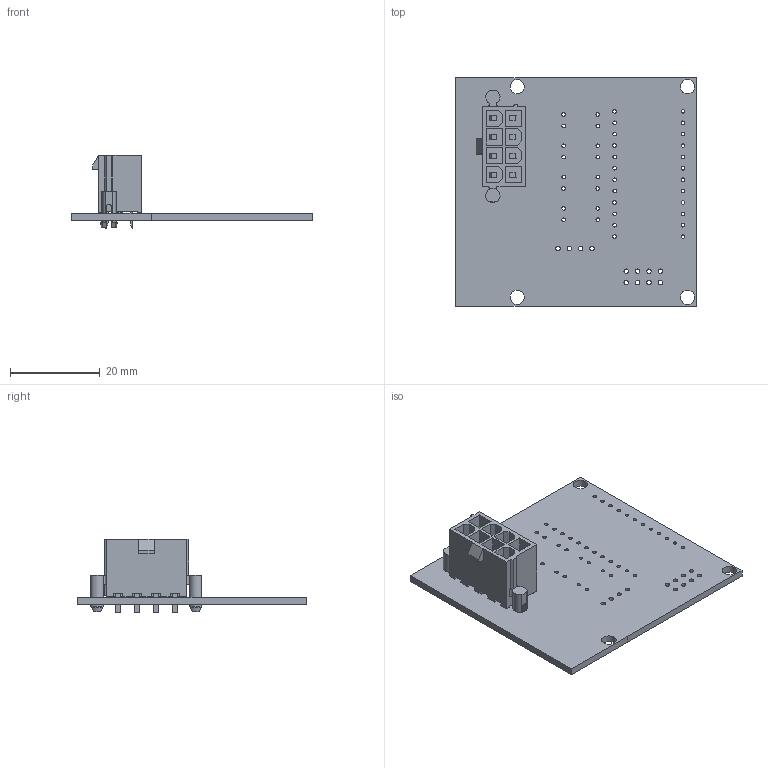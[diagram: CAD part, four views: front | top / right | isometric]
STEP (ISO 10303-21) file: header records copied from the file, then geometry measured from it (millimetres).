
FILE_DESCRIPTION(('KiCad electronic assembly'),'2;1');
FILE_NAME('ABSIS_Pit Management System.step','2023-01-10T02:12:32',( 'Pcbnew'),('Kicad'),'Open CASCADE STEP processor 7.6', 'KiCad to STEP converter','Unknown');
FILE_SCHEMA(('AUTOMOTIVE_DESIGN { 1 0 10303 214 1 1 1 1 }'));
Length unit declared in the file: millimetre
Products named in the file (4): ABSIS_Pit Management System 1; 39299083; SOLID; ABSIS_Pit Management System PCB
Assembly tree (3 placements, depth 3):
  ABSIS_Pit Management System 1
    39299083
      SOLID
    ABSIS_Pit Management System PCB
Bounding box: 53.78 x 51 x 16.3 mm (x, y, z)
Volume: 5655.3 mm3; surface area: 8678.8 mm2
Topology: 2 solids, 2 shells, 352 faces, 955 edges, 632 vertices
Faces by surface type: plane 267, cylinder 81, cone 4
Full cylindrical faces by diameter (mm): 0.8 x40, 1 x12, 1.4 x8, 3 x2, 3.2 x4
Entity records: 24556 total; most frequent: CARTESIAN_POINT 5187, DIRECTION 3550, LINE 2489, VECTOR 2489, ORIENTED_EDGE 1910, PCURVE 1910, DEFINITIONAL_REPRESENTATION 1910, EDGE_CURVE 955
